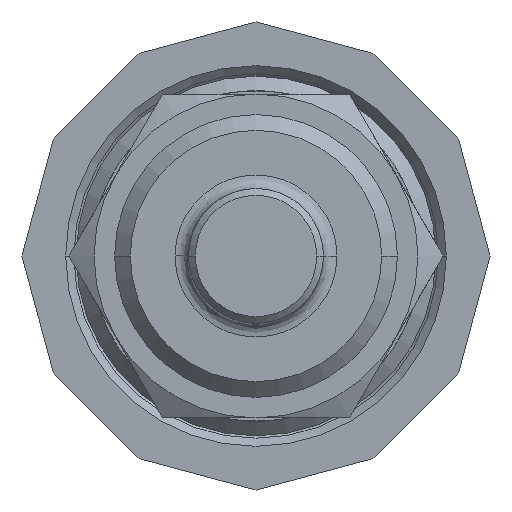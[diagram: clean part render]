
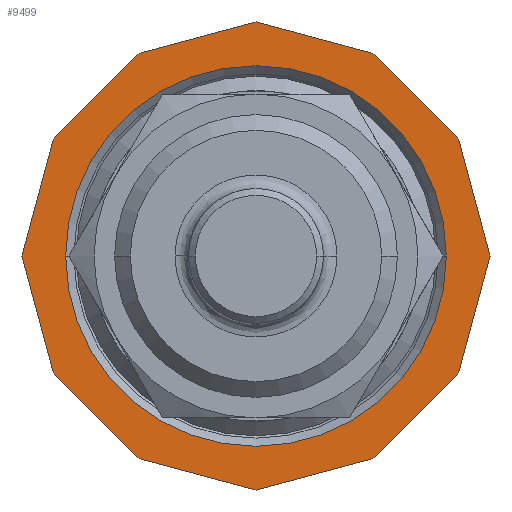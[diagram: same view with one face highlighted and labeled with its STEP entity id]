
A CAD part, front view. The second image highlights one B-rep face of the part: STEP entity #9499.
In plain terms, the highlighted free-form (B-spline) face has degree [1, 1] with [2, 2] control points.
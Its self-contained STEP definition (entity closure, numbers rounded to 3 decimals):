
#2550=DIRECTION('',(0.259,0.,0.966));
#2551=VECTOR('',#2550,8.976);
#2552=CARTESIAN_POINT('',(-17.341,22.6,0.));
#2553=LINE('',#2552,#2551);
#2554=DIRECTION('',(0.707,0.,0.707));
#2555=VECTOR('',#2554,8.976);
#2556=CARTESIAN_POINT('',(-15.018,22.6,8.67));
#2557=LINE('',#2556,#2555);
#2558=DIRECTION('',(0.966,0.,0.259));
#2559=VECTOR('',#2558,8.976);
#2560=CARTESIAN_POINT('',(-8.67,22.6,15.018));
#2561=LINE('',#2560,#2559);
#2562=DIRECTION('',(0.966,0.,-0.259));
#2563=VECTOR('',#2562,8.976);
#2564=CARTESIAN_POINT('',(0.,22.6,17.341));
#2565=LINE('',#2564,#2563);
#2566=DIRECTION('',(0.707,0.,-0.707));
#2567=VECTOR('',#2566,8.976);
#2568=CARTESIAN_POINT('',(8.67,22.6,15.018));
#2569=LINE('',#2568,#2567);
#2570=DIRECTION('',(0.259,0.,-0.966));
#2571=VECTOR('',#2570,8.976);
#2572=CARTESIAN_POINT('',(15.018,22.6,8.67));
#2573=LINE('',#2572,#2571);
#2574=DIRECTION('',(-0.259,0.,-0.966));
#2575=VECTOR('',#2574,8.976);
#2576=CARTESIAN_POINT('',(17.341,22.6,0.));
#2577=LINE('',#2576,#2575);
#2578=DIRECTION('',(-0.707,0.,-0.707));
#2579=VECTOR('',#2578,8.976);
#2580=CARTESIAN_POINT('',(15.018,22.6,-8.67));
#2581=LINE('',#2580,#2579);
#2582=DIRECTION('',(-0.966,0.,-0.259));
#2583=VECTOR('',#2582,8.976);
#2584=CARTESIAN_POINT('',(8.67,22.6,-15.018));
#2585=LINE('',#2584,#2583);
#2586=DIRECTION('',(-0.966,0.,0.259));
#2587=VECTOR('',#2586,8.976);
#2588=CARTESIAN_POINT('',(0.,22.6,-17.341));
#2589=LINE('',#2588,#2587);
#2590=DIRECTION('',(-0.707,0.,0.707));
#2591=VECTOR('',#2590,8.976);
#2592=CARTESIAN_POINT('',(-8.67,22.6,-15.018));
#2593=LINE('',#2592,#2591);
#2594=DIRECTION('',(-0.259,0.,0.966));
#2595=VECTOR('',#2594,8.976);
#2596=CARTESIAN_POINT('',(-15.018,22.6,-8.67));
#2597=LINE('',#2596,#2595);
#2598=CARTESIAN_POINT('',(0.,22.6,0.));
#2599=DIRECTION('',(0.,-1.,0.));
#2600=DIRECTION('',(1.,0.,0.));
#2601=AXIS2_PLACEMENT_3D('',#2598,#2599,#2600);
#2603=CARTESIAN_POINT('',(0.,22.6,0.));
#2604=DIRECTION('',(0.,-1.,0.));
#2605=DIRECTION('',(-1.,0.,0.));
#2606=AXIS2_PLACEMENT_3D('',#2603,#2604,#2605);
#6199=CARTESIAN_POINT('',(-17.341,22.6,0.));
#6200=CARTESIAN_POINT('',(-15.018,22.6,8.67));
#6201=VERTEX_POINT('',#6199);
#6202=VERTEX_POINT('',#6200);
#6203=CARTESIAN_POINT('',(-8.67,22.6,15.018));
#6204=VERTEX_POINT('',#6203);
#6205=CARTESIAN_POINT('',(0.,22.6,17.341));
#6206=VERTEX_POINT('',#6205);
#6207=CARTESIAN_POINT('',(8.67,22.6,15.018));
#6208=VERTEX_POINT('',#6207);
#6209=CARTESIAN_POINT('',(15.018,22.6,8.67));
#6210=VERTEX_POINT('',#6209);
#6211=CARTESIAN_POINT('',(17.341,22.6,0.));
#6212=VERTEX_POINT('',#6211);
#6213=CARTESIAN_POINT('',(15.018,22.6,-8.67));
#6214=VERTEX_POINT('',#6213);
#6215=CARTESIAN_POINT('',(8.67,22.6,-15.018));
#6216=VERTEX_POINT('',#6215);
#6217=CARTESIAN_POINT('',(0.,22.6,-17.341));
#6218=VERTEX_POINT('',#6217);
#6219=CARTESIAN_POINT('',(-8.67,22.6,-15.018));
#6220=VERTEX_POINT('',#6219);
#6221=CARTESIAN_POINT('',(-15.018,22.6,-8.67));
#6222=VERTEX_POINT('',#6221);
#6251=CARTESIAN_POINT('',(14.1,22.6,0.));
#6252=CARTESIAN_POINT('',(-14.1,22.6,0.));
#6253=VERTEX_POINT('',#6251);
#6254=VERTEX_POINT('',#6252);
#9463=CARTESIAN_POINT('',(-18.035,22.6,18.035));
#9464=CARTESIAN_POINT('',(-18.035,22.6,-18.035));
#9465=CARTESIAN_POINT('',(18.035,22.6,18.035));
#9466=CARTESIAN_POINT('',(18.035,22.6,-18.035));
#9467=B_SPLINE_SURFACE_WITH_KNOTS('',1,1,((#9463,#9464),(#9465,#9466)),
.UNSPECIFIED.,.F.,.F.,.F.,(2,2),(2,2),(-18.035,18.035),(
-18.035,18.035),.UNSPECIFIED.);
#9468=ORIENTED_EDGE('',*,*,#9453,.T.);
#9470=ORIENTED_EDGE('',*,*,#9469,.T.);
#9472=ORIENTED_EDGE('',*,*,#9471,.T.);
#9474=ORIENTED_EDGE('',*,*,#9473,.T.);
#9476=ORIENTED_EDGE('',*,*,#9475,.T.);
#9478=ORIENTED_EDGE('',*,*,#9477,.T.);
#9480=ORIENTED_EDGE('',*,*,#9479,.T.);
#9482=ORIENTED_EDGE('',*,*,#9481,.T.);
#9484=ORIENTED_EDGE('',*,*,#9483,.T.);
#9486=ORIENTED_EDGE('',*,*,#9485,.T.);
#9488=ORIENTED_EDGE('',*,*,#9487,.T.);
#9490=ORIENTED_EDGE('',*,*,#9489,.T.);
#9491=EDGE_LOOP('',(#9468,#9470,#9472,#9474,#9476,#9478,#9480,#9482,#9484,#9486,
#9488,#9490));
#9492=FACE_OUTER_BOUND('',#9491,.F.);
#9494=ORIENTED_EDGE('',*,*,#9493,.T.);
#9496=ORIENTED_EDGE('',*,*,#9495,.T.);
#9497=EDGE_LOOP('',(#9494,#9496));
#9498=FACE_BOUND('',#9497,.F.);
#2602=CIRCLE('',#2601,14.1);
#2607=CIRCLE('',#2606,14.1);
#9453=EDGE_CURVE('',#6201,#6202,#2553,.T.);
#9469=EDGE_CURVE('',#6202,#6204,#2557,.T.);
#9471=EDGE_CURVE('',#6204,#6206,#2561,.T.);
#9473=EDGE_CURVE('',#6206,#6208,#2565,.T.);
#9475=EDGE_CURVE('',#6208,#6210,#2569,.T.);
#9477=EDGE_CURVE('',#6210,#6212,#2573,.T.);
#9479=EDGE_CURVE('',#6212,#6214,#2577,.T.);
#9481=EDGE_CURVE('',#6214,#6216,#2581,.T.);
#9483=EDGE_CURVE('',#6216,#6218,#2585,.T.);
#9485=EDGE_CURVE('',#6218,#6220,#2589,.T.);
#9487=EDGE_CURVE('',#6220,#6222,#2593,.T.);
#9489=EDGE_CURVE('',#6222,#6201,#2597,.T.);
#9493=EDGE_CURVE('',#6253,#6254,#2602,.T.);
#9495=EDGE_CURVE('',#6254,#6253,#2607,.T.);
#9499=ADVANCED_FACE('',(#9492,#9498),#9467,.F.);
